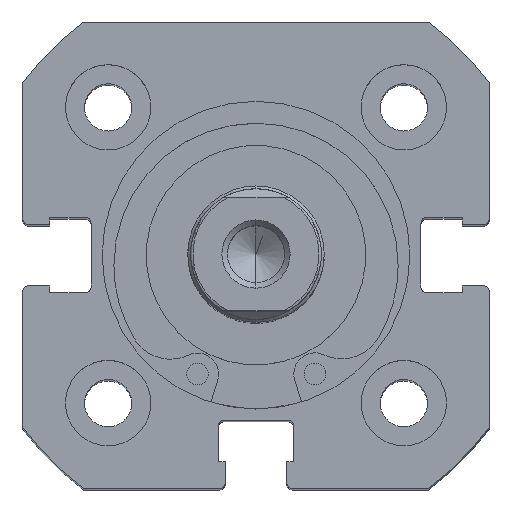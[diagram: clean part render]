
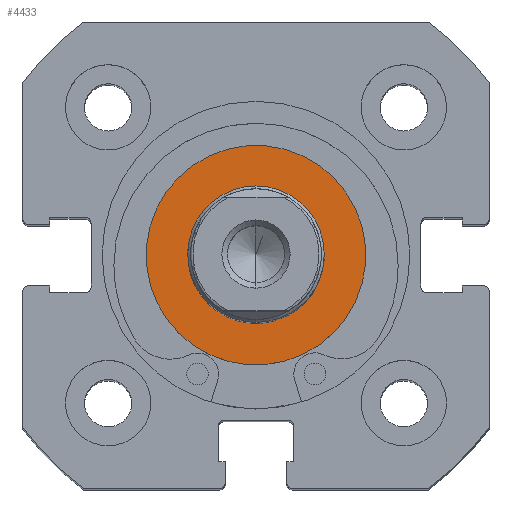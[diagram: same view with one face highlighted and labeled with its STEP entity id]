
A CAD part, top view. The second image highlights one B-rep face of the part: STEP entity #4433.
In plain terms, the highlighted face is planar.
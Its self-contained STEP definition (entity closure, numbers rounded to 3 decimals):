
#1 = DIRECTION ( 'NONE',  ( 0., 0., 1. ) ) ;
#2 = DIRECTION ( 'NONE',  ( -1., 0., 0. ) ) ;
#4 = CARTESIAN_POINT ( 'NONE',  ( 0., 0., 0. ) ) ;
#70 = DIRECTION ( 'NONE',  ( 0., 0., 1. ) ) ;
#97 = DIRECTION ( 'NONE',  ( -1., 0., 0. ) ) ;
#119 = CARTESIAN_POINT ( 'NONE',  ( 0., 0., 0. ) ) ;
#120 = DIRECTION ( 'NONE',  ( 0., 0., 1. ) ) ;
#121 = DIRECTION ( 'NONE',  ( -1., 0., 0. ) ) ;
#123 = CARTESIAN_POINT ( 'NONE',  ( 0., 0., 0. ) ) ;
#125 = DIRECTION ( 'NONE',  ( 0., 0., 1. ) ) ;
#130 = DIRECTION ( 'NONE',  ( -1., 0., 0. ) ) ;
#134 = CARTESIAN_POINT ( 'NONE',  ( 0., 0., 0. ) ) ;
#1211 = CARTESIAN_POINT ( 'NONE',  ( 0., 0., -6. ) ) ;
#1283 = CARTESIAN_POINT ( 'NONE',  ( 0., 0., 6. ) ) ;
#1295 = CARTESIAN_POINT ( 'NONE',  ( 0., 0., -9.65 ) ) ;
#1340 = CARTESIAN_POINT ( 'NONE',  ( 0., 0., 9.65 ) ) ;
#2090 = ORIENTED_EDGE ( 'NONE', *, *, #3834, .T. ) ;
#2091 = ORIENTED_EDGE ( 'NONE', *, *, #3892, .T. ) ;
#2092 = ORIENTED_EDGE ( 'NONE', *, *, #3852, .F. ) ;
#2093 = ORIENTED_EDGE ( 'NONE', *, *, #3833, .F. ) ;
#2222 = VERTEX_POINT ( 'NONE', #1340 ) ;
#2235 = VERTEX_POINT ( 'NONE', #1295 ) ;
#2287 = VERTEX_POINT ( 'NONE', #1283 ) ;
#2308 = VERTEX_POINT ( 'NONE', #1211 ) ;
#2770 = FACE_BOUND ( 'NONE', #4184, .T. ) ;
#2779 = FACE_OUTER_BOUND ( 'NONE', #4188, .T. ) ;
#3145 = CARTESIAN_POINT ( 'NONE',  ( 0., 9.65, 0. ) ) ;
#3146 = PLANE ( 'NONE',  #5847 ) ;
#3147 = DIRECTION ( 'NONE',  ( 1., 0., 0. ) ) ;
#3148 = DIRECTION ( 'NONE',  ( 0., 0., -1. ) ) ;
#3833 = EDGE_CURVE ( 'NONE', #2287, #2308, #4857, .T. ) ;
#3834 = EDGE_CURVE ( 'NONE', #2235, #2222, #4859, .T. ) ;
#3852 = EDGE_CURVE ( 'NONE', #2308, #2287, #4885, .T. ) ;
#3892 = EDGE_CURVE ( 'NONE', #2222, #2235, #4938, .T. ) ;
#4184 = EDGE_LOOP ( 'NONE', ( #2093, #2092 ) ) ;
#4188 = EDGE_LOOP ( 'NONE', ( #2091, #2090 ) ) ;
#4433 = ADVANCED_FACE ( 'NONE', ( #2770, #2779 ), #3146, .F. ) ;
#4857 = CIRCLE ( 'NONE', #5919, 6. ) ;
#4859 = CIRCLE ( 'NONE', #5956, 9.65 ) ;
#4885 = CIRCLE ( 'NONE', #5917, 6. ) ;
#4938 = CIRCLE ( 'NONE', #6069, 9.65 ) ;
#5847 = AXIS2_PLACEMENT_3D ( 'NONE', #3145, #3147, #3148 ) ;
#5917 = AXIS2_PLACEMENT_3D ( 'NONE', #123, #121, #120 ) ;
#5919 = AXIS2_PLACEMENT_3D ( 'NONE', #134, #130, #125 ) ;
#5956 = AXIS2_PLACEMENT_3D ( 'NONE', #119, #97, #70 ) ;
#6069 = AXIS2_PLACEMENT_3D ( 'NONE', #4, #2, #1 ) ;
